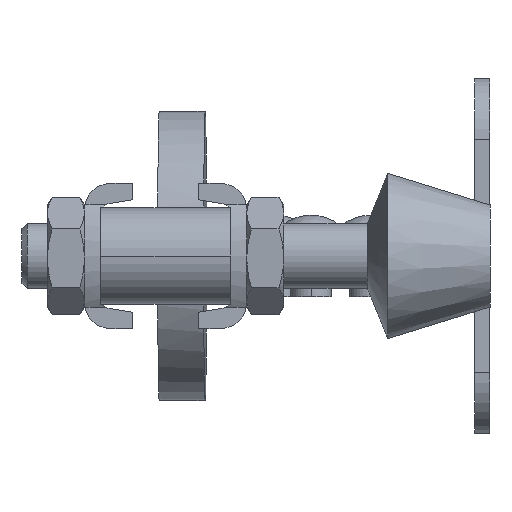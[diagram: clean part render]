
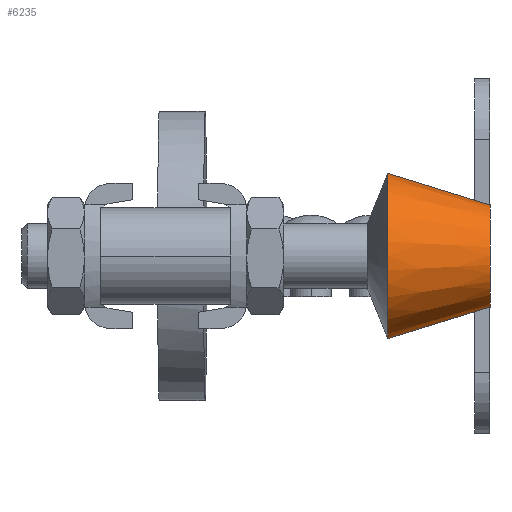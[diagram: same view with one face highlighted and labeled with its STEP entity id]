
A CAD part, left-side view. The second image highlights one B-rep face of the part: STEP entity #6235.
In plain terms, the highlighted conical face has half-angle 17.223 degrees and reference radius 5 mm.
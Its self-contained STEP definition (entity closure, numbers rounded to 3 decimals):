
#313 = DIRECTION ( 'NONE',  ( 0., -1., 0. ) ) ;
#562 = VERTEX_POINT ( 'NONE', #4137 ) ;
#637 = CARTESIAN_POINT ( 'NONE',  ( -84.148, 0., 0. ) ) ;
#847 = LINE ( 'NONE', #6403, #2529 ) ;
#962 = EDGE_CURVE ( 'NONE', #562, #6215, #8740, .T. ) ;
#1129 = AXIS2_PLACEMENT_3D ( 'NONE', #637, #5741, #1344 ) ;
#1188 = VECTOR ( 'NONE', #1242, 1000. ) ;
#1242 = DIRECTION ( 'NONE',  ( 0., 0.955, 0.296 ) ) ;
#1344 = DIRECTION ( 'NONE',  ( 0., 0., -1. ) ) ;
#1348 = EDGE_LOOP ( 'NONE', ( #9158, #8511, #2161, #8516 ) ) ;
#1433 = CARTESIAN_POINT ( 'NONE',  ( -84.148, 0., 0. ) ) ;
#2161 = ORIENTED_EDGE ( 'NONE', *, *, #962, .T. ) ;
#2529 = VECTOR ( 'NONE', #2712, 1000. ) ;
#2671 = CIRCLE ( 'NONE', #1129, 5. ) ;
#2712 = DIRECTION ( 'NONE',  ( 0., 0.955, -0.296 ) ) ;
#2720 = CARTESIAN_POINT ( 'NONE',  ( -84.148, 0., -5. ) ) ;
#4105 = EDGE_CURVE ( 'NONE', #7409, #9298, #847, .T. ) ;
#4118 = CONICAL_SURFACE ( 'NONE', #4393, 5., 0.301 ) ;
#4137 = CARTESIAN_POINT ( 'NONE',  ( -84.148, 0., 5. ) ) ;
#4202 = AXIS2_PLACEMENT_3D ( 'NONE', #4675, #313, #5424 ) ;
#4393 = AXIS2_PLACEMENT_3D ( 'NONE', #1433, #8723, #6598 ) ;
#4675 = CARTESIAN_POINT ( 'NONE',  ( -84.148, 10., 0. ) ) ;
#5000 = CARTESIAN_POINT ( 'NONE',  ( -84.148, 10., -8.1 ) ) ;
#5424 = DIRECTION ( 'NONE',  ( 0., 0., -1. ) ) ;
#5515 = CARTESIAN_POINT ( 'NONE',  ( -84.148, 0., 5. ) ) ;
#5741 = DIRECTION ( 'NONE',  ( 0., -1., 0. ) ) ;
#6215 = VERTEX_POINT ( 'NONE', #7998 ) ;
#6235 = ADVANCED_FACE ( 'NONE', ( #8733 ), #4118, .T. ) ;
#6403 = CARTESIAN_POINT ( 'NONE',  ( -84.148, 0., -5. ) ) ;
#6453 = CIRCLE ( 'NONE', #4202, 8.1 ) ;
#6500 = EDGE_CURVE ( 'NONE', #6215, #9298, #6453, .T. ) ;
#6598 = DIRECTION ( 'NONE',  ( 0., 0., 1. ) ) ;
#7409 = VERTEX_POINT ( 'NONE', #2720 ) ;
#7998 = CARTESIAN_POINT ( 'NONE',  ( -84.148, 10., 8.1 ) ) ;
#8511 = ORIENTED_EDGE ( 'NONE', *, *, #9263, .F. ) ;
#8516 = ORIENTED_EDGE ( 'NONE', *, *, #6500, .T. ) ;
#8723 = DIRECTION ( 'NONE',  ( 0., 1., 0. ) ) ;
#8733 = FACE_OUTER_BOUND ( 'NONE', #1348, .T. ) ;
#8740 = LINE ( 'NONE', #5515, #1188 ) ;
#9158 = ORIENTED_EDGE ( 'NONE', *, *, #4105, .F. ) ;
#9263 = EDGE_CURVE ( 'NONE', #562, #7409, #2671, .T. ) ;
#9298 = VERTEX_POINT ( 'NONE', #5000 ) ;
